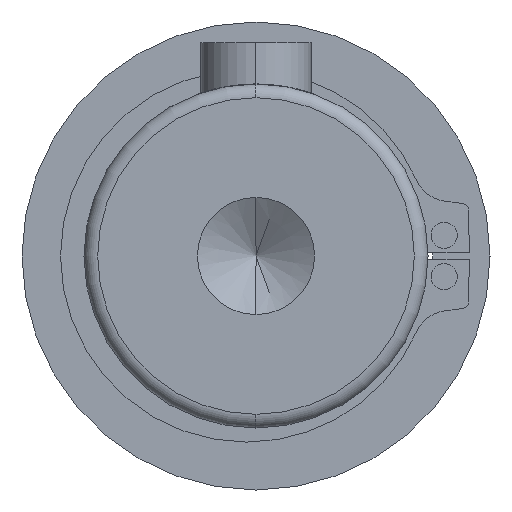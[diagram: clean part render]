
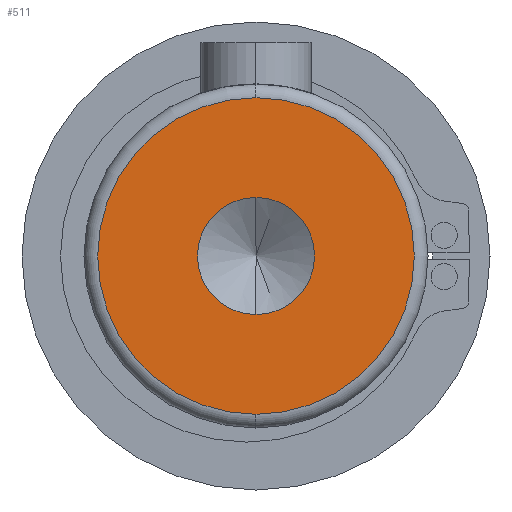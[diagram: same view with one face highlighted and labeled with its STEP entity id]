
A CAD part, left-side view. The second image highlights one B-rep face of the part: STEP entity #511.
In plain terms, the highlighted planar face has unit normal (-1, 0, 0).
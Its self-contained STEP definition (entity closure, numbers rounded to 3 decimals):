
#51 = AXIS2_PLACEMENT_3D ( 'NONE', #1116, #2531, #3817 ) ;
#354 = DIRECTION ( 'NONE',  ( -1., 0., 0. ) ) ;
#382 = CARTESIAN_POINT ( 'NONE',  ( -30.239, 0., -11.5 ) ) ;
#475 = EDGE_CURVE ( 'NONE', #2214, #2923, #983, .T. ) ;
#502 = CIRCLE ( 'NONE', #2472, 11.5 ) ;
#511 = ADVANCED_FACE ( 'NONE', ( #1483, #1194 ), #3140, .F. ) ;
#743 = CARTESIAN_POINT ( 'NONE',  ( -30.239, 0., 11.5 ) ) ;
#951 = CARTESIAN_POINT ( 'NONE',  ( -30.239, 0., 4.25 ) ) ;
#983 = CIRCLE ( 'NONE', #2231, 11.5 ) ;
#989 = ORIENTED_EDGE ( 'NONE', *, *, #3697, .T. ) ;
#1009 = AXIS2_PLACEMENT_3D ( 'NONE', #3657, #2284, #3610 ) ;
#1116 = CARTESIAN_POINT ( 'NONE',  ( -30.239, 12.5, 0. ) ) ;
#1194 = FACE_OUTER_BOUND ( 'NONE', #1661, .T. ) ;
#1224 = EDGE_CURVE ( 'NONE', #4055, #2925, #3418, .T. ) ;
#1483 = FACE_BOUND ( 'NONE', #3350, .T. ) ;
#1545 = CARTESIAN_POINT ( 'NONE',  ( -30.239, 0., 0. ) ) ;
#1661 = EDGE_LOOP ( 'NONE', ( #3059, #989 ) ) ;
#1898 = DIRECTION ( 'NONE',  ( 0., 0., 1. ) ) ;
#2214 = VERTEX_POINT ( 'NONE', #382 ) ;
#2231 = AXIS2_PLACEMENT_3D ( 'NONE', #3990, #354, #4012 ) ;
#2284 = DIRECTION ( 'NONE',  ( -1., 0., 0. ) ) ;
#2319 = DIRECTION ( 'NONE',  ( -1., 0., 0. ) ) ;
#2472 = AXIS2_PLACEMENT_3D ( 'NONE', #3970, #2319, #2980 ) ;
#2474 = ORIENTED_EDGE ( 'NONE', *, *, #1224, .F. ) ;
#2531 = DIRECTION ( 'NONE',  ( 1., 0., 0. ) ) ;
#2880 = DIRECTION ( 'NONE',  ( -1., 0., 0. ) ) ;
#2923 = VERTEX_POINT ( 'NONE', #743 ) ;
#2925 = VERTEX_POINT ( 'NONE', #951 ) ;
#2963 = EDGE_CURVE ( 'NONE', #2925, #4055, #3509, .T. ) ;
#2980 = DIRECTION ( 'NONE',  ( 0., 0., -1. ) ) ;
#3059 = ORIENTED_EDGE ( 'NONE', *, *, #475, .T. ) ;
#3140 = PLANE ( 'NONE',  #51 ) ;
#3303 = CARTESIAN_POINT ( 'NONE',  ( -30.239, 0., -4.25 ) ) ;
#3350 = EDGE_LOOP ( 'NONE', ( #4096, #2474 ) ) ;
#3418 = CIRCLE ( 'NONE', #3555, 4.25 ) ;
#3509 = CIRCLE ( 'NONE', #1009, 4.25 ) ;
#3555 = AXIS2_PLACEMENT_3D ( 'NONE', #1545, #2880, #1898 ) ;
#3610 = DIRECTION ( 'NONE',  ( 0., 0., 1. ) ) ;
#3657 = CARTESIAN_POINT ( 'NONE',  ( -30.239, 0., 0. ) ) ;
#3697 = EDGE_CURVE ( 'NONE', #2923, #2214, #502, .T. ) ;
#3817 = DIRECTION ( 'NONE',  ( 0., 1., 0. ) ) ;
#3970 = CARTESIAN_POINT ( 'NONE',  ( -30.239, 0., 0. ) ) ;
#3990 = CARTESIAN_POINT ( 'NONE',  ( -30.239, 0., 0. ) ) ;
#4012 = DIRECTION ( 'NONE',  ( 0., 0., -1. ) ) ;
#4055 = VERTEX_POINT ( 'NONE', #3303 ) ;
#4096 = ORIENTED_EDGE ( 'NONE', *, *, #2963, .F. ) ;
